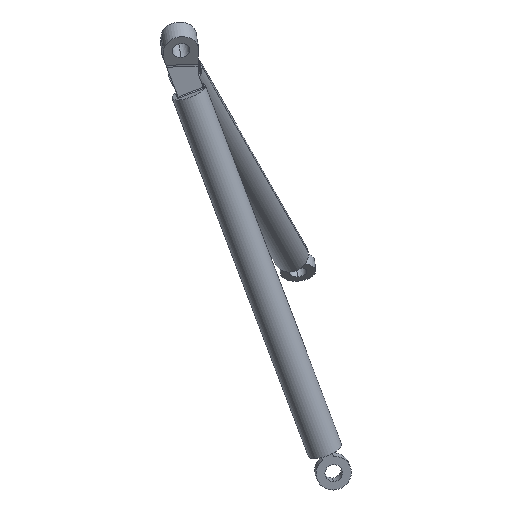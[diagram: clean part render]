
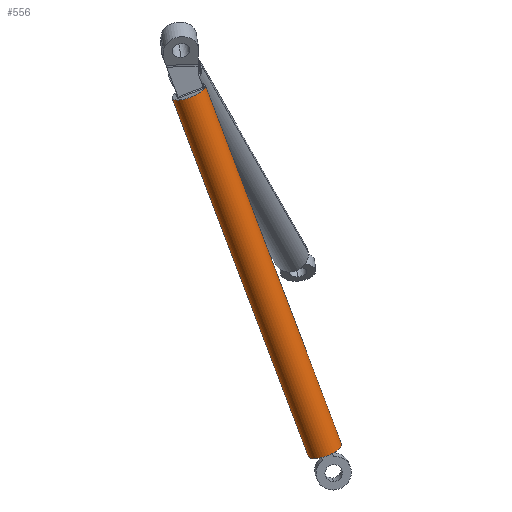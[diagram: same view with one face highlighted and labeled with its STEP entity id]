
A CAD part, top view. The second image highlights one B-rep face of the part: STEP entity #556.
In plain terms, the highlighted cylindrical face has radius 15 mm (diameter 30 mm), a partial arc.
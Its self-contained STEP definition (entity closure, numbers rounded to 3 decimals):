
#16 = CARTESIAN_POINT ( 'NONE',  ( -108.628, 324.443, 122.45 ) ) ;
#19 = CARTESIAN_POINT ( 'NONE',  ( 7.211, 21.56, 10.401 ) ) ;
#33 = CARTESIAN_POINT ( 'NONE',  ( -122.209, 321.267, 116.932 ) ) ;
#63 = AXIS2_PLACEMENT_3D ( 'NONE', #33, #378, #723 ) ;
#79 = CYLINDRICAL_SURFACE ( 'NONE', #1759, 15. ) ;
#91 = VERTEX_POINT ( 'NONE', #515 ) ;
#182 = CARTESIAN_POINT ( 'NONE',  ( -108.544, 324.559, 122.169 ) ) ;
#274 = CARTESIAN_POINT ( 'NONE',  ( -108.628, 324.443, 122.45 ) ) ;
#325 = VERTEX_POINT ( 'NONE', #959 ) ;
#352 = VERTEX_POINT ( 'NONE', #2076 ) ;
#354 = CARTESIAN_POINT ( 'NONE',  ( -108.628, 324.443, 122.45 ) ) ;
#378 = DIRECTION ( 'NONE',  ( -0.337, 0.885, 0.322 ) ) ;
#425 = EDGE_LOOP ( 'NONE', ( #930, #1873, #1649, #1524, #1053, #1117, #2129, #1502 ) ) ;
#433 = DIRECTION ( 'NONE',  ( -0.337, 0.885, 0.322 ) ) ;
#453 = DIRECTION ( 'NONE',  ( -0.337, 0.885, 0.322 ) ) ;
#515 = CARTESIAN_POINT ( 'NONE',  ( -20.752, 12.364, 6.441 ) ) ;
#547 = VERTEX_POINT ( 'NONE', #19 ) ;
#556 = ADVANCED_FACE ( 'NONE', ( #1074 ), #79, .T. ) ;
#564 = B_SPLINE_CURVE_WITH_KNOTS ( 'NONE', 3,
 ( #1853, #182, #1011, #354 ),
 .UNSPECIFIED., .F., .F.,
 ( 4, 4 ),
 ( 0., 0. ),
 .UNSPECIFIED. ) ;
#615 = CIRCLE ( 'NONE', #2112, 15. ) ;
#622 = CARTESIAN_POINT ( 'NONE',  ( -108.64, 324.407, 122.502 ) ) ;
#673 = CIRCLE ( 'NONE', #1705, 15. ) ;
#721 = CARTESIAN_POINT ( 'NONE',  ( -136.229, 315.934, 116.932 ) ) ;
#723 = DIRECTION ( 'NONE',  ( 0.935, 0.356, 0. ) ) ;
#813 = EDGE_CURVE ( 'NONE', #91, #1054, #1620, .T. ) ;
#846 = DIRECTION ( 'NONE',  ( -0.935, -0.356, 0. ) ) ;
#857 = DIRECTION ( 'NONE',  ( -0.337, 0.885, 0.322 ) ) ;
#863 = DIRECTION ( 'NONE',  ( -0.337, 0.885, 0.322 ) ) ;
#880 = B_SPLINE_CURVE_WITH_KNOTS ( 'NONE', 3,
 ( #274, #622, #940, #1796 ),
 .UNSPECIFIED., .F., .F.,
 ( 4, 4 ),
 ( 0., 0. ),
 .UNSPECIFIED. ) ;
#921 = EDGE_CURVE ( 'NONE', #547, #1221, #2071, .T. ) ;
#930 = ORIENTED_EDGE ( 'NONE', *, *, #921, .T. ) ;
#940 = CARTESIAN_POINT ( 'NONE',  ( -108.655, 324.376, 122.556 ) ) ;
#957 = EDGE_CURVE ( 'NONE', #325, #1560, #564, .T. ) ;
#959 = CARTESIAN_POINT ( 'NONE',  ( -108.507, 324.623, 122.03 ) ) ;
#1011 = CARTESIAN_POINT ( 'NONE',  ( -108.583, 324.498, 122.309 ) ) ;
#1043 = LINE ( 'NONE', #1276, #1336 ) ;
#1053 = ORIENTED_EDGE ( 'NONE', *, *, #1280, .T. ) ;
#1054 = VERTEX_POINT ( 'NONE', #721 ) ;
#1074 = FACE_OUTER_BOUND ( 'NONE', #425, .T. ) ;
#1092 = EDGE_CURVE ( 'NONE', #325, #1956, #1666, .T. ) ;
#1096 = DIRECTION ( 'NONE',  ( -0.337, 0.885, 0.322 ) ) ;
#1117 = ORIENTED_EDGE ( 'NONE', *, *, #1994, .F. ) ;
#1136 = CARTESIAN_POINT ( 'NONE',  ( -108.189, 326.6, 116.932 ) ) ;
#1221 = VERTEX_POINT ( 'NONE', #1914 ) ;
#1229 = EDGE_CURVE ( 'NONE', #1221, #1956, #1043, .T. ) ;
#1261 = CARTESIAN_POINT ( 'NONE',  ( -6.732, 17.697, 6.441 ) ) ;
#1276 = CARTESIAN_POINT ( 'NONE',  ( 14.02, 5.333, 0. ) ) ;
#1280 = EDGE_CURVE ( 'NONE', #1560, #352, #880, .T. ) ;
#1291 = DIRECTION ( 'NONE',  ( 0.935, 0.356, 0. ) ) ;
#1326 = AXIS2_PLACEMENT_3D ( 'NONE', #1827, #863, #1523 ) ;
#1336 = VECTOR ( 'NONE', #433, 1000. ) ;
#1347 = CARTESIAN_POINT ( 'NONE',  ( 0., 0., 0. ) ) ;
#1502 = ORIENTED_EDGE ( 'NONE', *, *, #1845, .T. ) ;
#1523 = DIRECTION ( 'NONE',  ( 0.935, 0.356, 0. ) ) ;
#1524 = ORIENTED_EDGE ( 'NONE', *, *, #957, .T. ) ;
#1560 = VERTEX_POINT ( 'NONE', #16 ) ;
#1620 = LINE ( 'NONE', #1818, #1794 ) ;
#1649 = ORIENTED_EDGE ( 'NONE', *, *, #1092, .F. ) ;
#1666 = CIRCLE ( 'NONE', #63, 15. ) ;
#1705 = AXIS2_PLACEMENT_3D ( 'NONE', #1261, #1096, #2062 ) ;
#1759 = AXIS2_PLACEMENT_3D ( 'NONE', #1347, #857, #846 ) ;
#1794 = VECTOR ( 'NONE', #2117, 1000. ) ;
#1796 = CARTESIAN_POINT ( 'NONE',  ( -108.673, 324.349, 122.612 ) ) ;
#1818 = CARTESIAN_POINT ( 'NONE',  ( -14.02, -5.333, 0. ) ) ;
#1827 = CARTESIAN_POINT ( 'NONE',  ( -6.732, 17.697, 6.441 ) ) ;
#1845 = EDGE_CURVE ( 'NONE', #91, #547, #673, .T. ) ;
#1853 = CARTESIAN_POINT ( 'NONE',  ( -108.507, 324.623, 122.03 ) ) ;
#1873 = ORIENTED_EDGE ( 'NONE', *, *, #1229, .T. ) ;
#1914 = CARTESIAN_POINT ( 'NONE',  ( 7.288, 23.03, 6.441 ) ) ;
#1956 = VERTEX_POINT ( 'NONE', #1136 ) ;
#1994 = EDGE_CURVE ( 'NONE', #1054, #352, #615, .T. ) ;
#2062 = DIRECTION ( 'NONE',  ( 0.935, 0.356, 0. ) ) ;
#2071 = CIRCLE ( 'NONE', #1326, 15. ) ;
#2076 = CARTESIAN_POINT ( 'NONE',  ( -108.673, 324.349, 122.612 ) ) ;
#2099 = CARTESIAN_POINT ( 'NONE',  ( -122.209, 321.267, 116.932 ) ) ;
#2112 = AXIS2_PLACEMENT_3D ( 'NONE', #2099, #453, #1291 ) ;
#2117 = DIRECTION ( 'NONE',  ( -0.337, 0.885, 0.322 ) ) ;
#2129 = ORIENTED_EDGE ( 'NONE', *, *, #813, .F. ) ;
